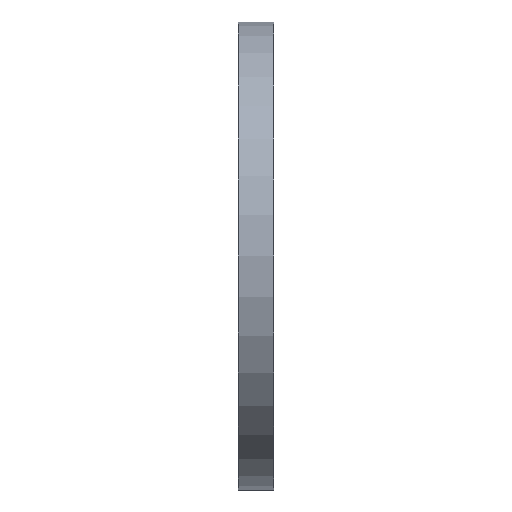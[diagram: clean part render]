
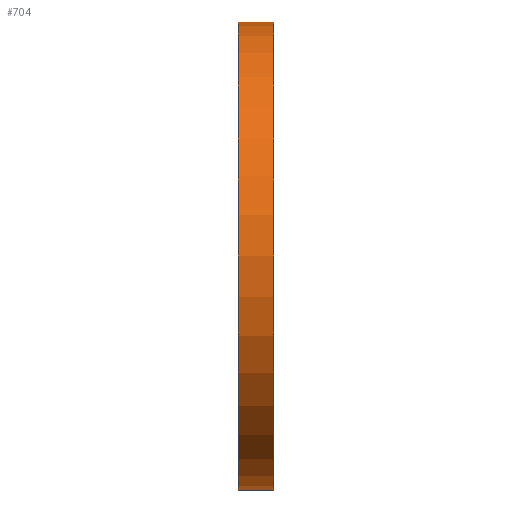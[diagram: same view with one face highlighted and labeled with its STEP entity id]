
A CAD part, left-side view. The second image highlights one B-rep face of the part: STEP entity #704.
In plain terms, the highlighted cylindrical face has radius 170 mm (diameter 340 mm), a partial arc.
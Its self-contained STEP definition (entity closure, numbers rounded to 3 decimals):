
#11 = AXIS2_PLACEMENT_3D ( 'NONE', #63, #770, #774 ) ;
#41 = CARTESIAN_POINT ( 'NONE',  ( 0., 26., 170. ) ) ;
#63 = CARTESIAN_POINT ( 'NONE',  ( 0., 34.695, 0. ) ) ;
#68 = DIRECTION ( 'NONE',  ( 0., 0., 1. ) ) ;
#111 = CARTESIAN_POINT ( 'NONE',  ( 0., 0., 0. ) ) ;
#123 = VERTEX_POINT ( 'NONE', #879 ) ;
#152 = CARTESIAN_POINT ( 'NONE',  ( 0., 26., -170. ) ) ;
#160 = ORIENTED_EDGE ( 'NONE', *, *, #598, .T. ) ;
#165 = VECTOR ( 'NONE', #952, 1000. ) ;
#201 = VERTEX_POINT ( 'NONE', #1106 ) ;
#247 = VERTEX_POINT ( 'NONE', #152 ) ;
#294 = ORIENTED_EDGE ( 'NONE', *, *, #900, .F. ) ;
#321 = ORIENTED_EDGE ( 'NONE', *, *, #1019, .T. ) ;
#350 = ORIENTED_EDGE ( 'NONE', *, *, #671, .F. ) ;
#408 = CYLINDRICAL_SURFACE ( 'NONE', #11, 170. ) ;
#474 = CARTESIAN_POINT ( 'NONE',  ( 0., 34.695, 170. ) ) ;
#482 = DIRECTION ( 'NONE',  ( 0., 1., 0. ) ) ;
#487 = EDGE_LOOP ( 'NONE', ( #350, #321, #160, #294 ) ) ;
#500 = DIRECTION ( 'NONE',  ( 0., 1., 0. ) ) ;
#514 = VERTEX_POINT ( 'NONE', #41 ) ;
#598 = EDGE_CURVE ( 'NONE', #201, #514, #915, .T. ) ;
#601 = LINE ( 'NONE', #1015, #165 ) ;
#671 = EDGE_CURVE ( 'NONE', #123, #247, #601, .T. ) ;
#704 = ADVANCED_FACE ( 'NONE', ( #859 ), #408, .T. ) ;
#727 = CIRCLE ( 'NONE', #1046, 170. ) ;
#770 = DIRECTION ( 'NONE',  ( 0., 1., 0. ) ) ;
#774 = DIRECTION ( 'NONE',  ( 0., 0., 1. ) ) ;
#859 = FACE_OUTER_BOUND ( 'NONE', #487, .T. ) ;
#879 = CARTESIAN_POINT ( 'NONE',  ( 0., 0., -170. ) ) ;
#900 = EDGE_CURVE ( 'NONE', #247, #514, #1101, .T. ) ;
#915 = LINE ( 'NONE', #474, #956 ) ;
#923 = DIRECTION ( 'NONE',  ( 0., 1., 0. ) ) ;
#952 = DIRECTION ( 'NONE',  ( 0., 1., 0. ) ) ;
#956 = VECTOR ( 'NONE', #482, 1000. ) ;
#1013 = CARTESIAN_POINT ( 'NONE',  ( 0., 26., 0. ) ) ;
#1015 = CARTESIAN_POINT ( 'NONE',  ( 0., 34.695, -170. ) ) ;
#1016 = DIRECTION ( 'NONE',  ( 0., 0., 1. ) ) ;
#1019 = EDGE_CURVE ( 'NONE', #123, #201, #727, .T. ) ;
#1046 = AXIS2_PLACEMENT_3D ( 'NONE', #111, #923, #1016 ) ;
#1101 = CIRCLE ( 'NONE', #1127, 170. ) ;
#1106 = CARTESIAN_POINT ( 'NONE',  ( 0., 0., 170. ) ) ;
#1127 = AXIS2_PLACEMENT_3D ( 'NONE', #1013, #500, #68 ) ;
